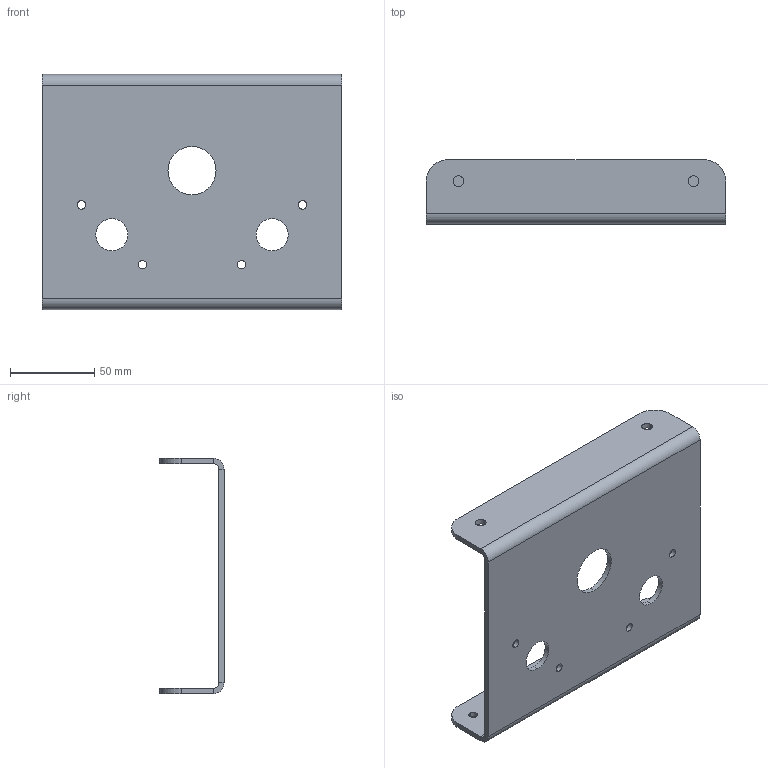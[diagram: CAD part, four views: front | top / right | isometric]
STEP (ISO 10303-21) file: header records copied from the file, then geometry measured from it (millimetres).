
FILE_DESCRIPTION (( 'STEP AP203' ), '1' );
FILE_NAME ('P-1 GearboxSide.STEP', '2015-03-19T20:57:19', ( '' ), ( '' ), 'SwSTEP 2.0', 'SolidWorks 2014', '' );
FILE_SCHEMA (( 'CONFIG_CONTROL_DESIGN' ));
Length unit declared in the file: inch
Products named in the file (1): P-1 GearboxSide
Bounding box: 177.8 x 38.1 x 139.7 mm (x, y, z)
Volume: 110727.4 mm3; surface area: 73513.8 mm2
Topology: 1 solids, 1 shells, 60 faces, 158 edges, 100 vertices
Faces by surface type: cylinder 42, plane 18
Entity records: 2025 total; most frequent: DIRECTION 364, CARTESIAN_POINT 319, ORIENTED_EDGE 316, EDGE_CURVE 158, AXIS2_PLACEMENT_3D 145, VERTEX_POINT 100, EDGE_LOOP 94, CIRCLE 84
